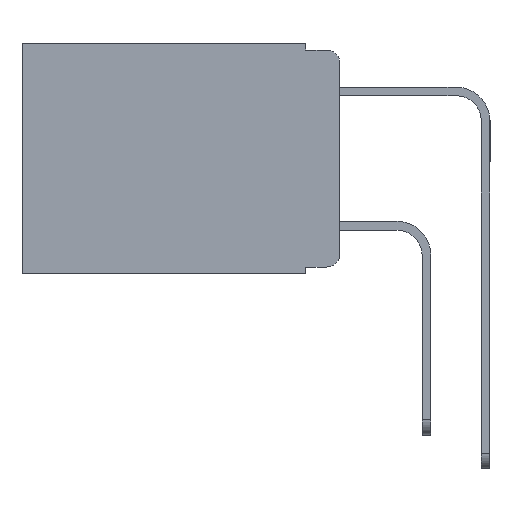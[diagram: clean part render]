
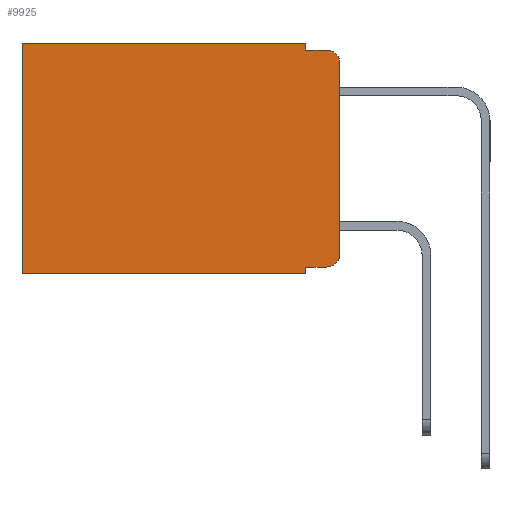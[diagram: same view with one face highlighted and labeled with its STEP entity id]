
A CAD part, left-side view. The second image highlights one B-rep face of the part: STEP entity #9925.
In plain terms, the highlighted planar face has unit normal (-1, 0, 0).
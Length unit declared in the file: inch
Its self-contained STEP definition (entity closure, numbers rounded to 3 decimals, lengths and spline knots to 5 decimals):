
#420 = FACE_OUTER_BOUND ( 'NONE', #11829, .T. ) ;
#740 = CIRCLE ( 'NONE', #1545, 0.02 ) ;
#812 = EDGE_CURVE ( 'NONE', #2317, #7354, #1724, .T. ) ;
#1514 = CARTESIAN_POINT ( 'NONE',  ( 0.298, 0., 0. ) ) ;
#1545 = AXIS2_PLACEMENT_3D ( 'NONE', #2732, #2554, #2527 ) ;
#1724 = CIRCLE ( 'NONE', #7789, 0.02 ) ;
#1779 = VERTEX_POINT ( 'NONE', #2924 ) ;
#1813 = VECTOR ( 'NONE', #8658, 39.37008 ) ;
#1983 = EDGE_CURVE ( 'NONE', #12560, #3199, #2505, .T. ) ;
#2087 = EDGE_CURVE ( 'NONE', #8632, #2317, #6341, .T. ) ;
#2168 = CARTESIAN_POINT ( 'NONE',  ( 0.298, 0., -0.03 ) ) ;
#2317 = VERTEX_POINT ( 'NONE', #7951 ) ;
#2337 = DIRECTION ( 'NONE',  ( -1., 0., 0. ) ) ;
#2505 = LINE ( 'NONE', #12096, #9725 ) ;
#2527 = DIRECTION ( 'NONE',  ( 0., 0., -1. ) ) ;
#2554 = DIRECTION ( 'NONE',  ( -1., 0., 0. ) ) ;
#2567 = DIRECTION ( 'NONE',  ( 0., 0., -1. ) ) ;
#2676 = EDGE_CURVE ( 'NONE', #7528, #11604, #740, .T. ) ;
#2732 = CARTESIAN_POINT ( 'NONE',  ( 0.298, 0.02, -0.03 ) ) ;
#2756 = CARTESIAN_POINT ( 'NONE',  ( 0.298, 0.473, -0.343 ) ) ;
#2800 = ORIENTED_EDGE ( 'NONE', *, *, #12805, .F. ) ;
#2887 = DIRECTION ( 'NONE',  ( 0., 1., 0. ) ) ;
#2891 = VERTEX_POINT ( 'NONE', #5510 ) ;
#2924 = CARTESIAN_POINT ( 'NONE',  ( 0.298, 0.051, -0.01 ) ) ;
#2990 = EDGE_CURVE ( 'NONE', #7528, #7354, #7527, .T. ) ;
#3046 = CARTESIAN_POINT ( 'NONE',  ( 0.298, 0.051, 0. ) ) ;
#3199 = VERTEX_POINT ( 'NONE', #2756 ) ;
#3205 = ORIENTED_EDGE ( 'NONE', *, *, #1983, .T. ) ;
#3507 = ORIENTED_EDGE ( 'NONE', *, *, #2087, .T. ) ;
#3679 = VECTOR ( 'NONE', #10920, 39.37008 ) ;
#3757 = EDGE_CURVE ( 'NONE', #1779, #11604, #10406, .T. ) ;
#4035 = CARTESIAN_POINT ( 'NONE',  ( 0.298, 0., 0. ) ) ;
#4164 = AXIS2_PLACEMENT_3D ( 'NONE', #1514, #8492, #2567 ) ;
#4396 = LINE ( 'NONE', #9399, #11409 ) ;
#4490 = ORIENTED_EDGE ( 'NONE', *, *, #812, .T. ) ;
#4600 = LINE ( 'NONE', #9754, #1813 ) ;
#4639 = DIRECTION ( 'NONE',  ( 0., 0., -1. ) ) ;
#5217 = CARTESIAN_POINT ( 'NONE',  ( 0.298, 0.02, -0.01 ) ) ;
#5318 = CARTESIAN_POINT ( 'NONE',  ( 0.298, 0.02, -0.313 ) ) ;
#5507 = VERTEX_POINT ( 'NONE', #12367 ) ;
#5510 = CARTESIAN_POINT ( 'NONE',  ( 0.298, 0.051, 0. ) ) ;
#5842 = ORIENTED_EDGE ( 'NONE', *, *, #8180, .F. ) ;
#6341 = LINE ( 'NONE', #11241, #3679 ) ;
#6459 = VECTOR ( 'NONE', #2887, 39.37008 ) ;
#6931 = DIRECTION ( 'NONE',  ( 0., 0., -1. ) ) ;
#7191 = LINE ( 'NONE', #3046, #9371 ) ;
#7354 = VERTEX_POINT ( 'NONE', #9444 ) ;
#7527 = LINE ( 'NONE', #4035, #9703 ) ;
#7528 = VERTEX_POINT ( 'NONE', #2168 ) ;
#7583 = PLANE ( 'NONE',  #4164 ) ;
#7789 = AXIS2_PLACEMENT_3D ( 'NONE', #5318, #2337, #12660 ) ;
#7941 = VECTOR ( 'NONE', #9519, 39.37008 ) ;
#7951 = CARTESIAN_POINT ( 'NONE',  ( 0.298, 0.02, -0.333 ) ) ;
#8010 = EDGE_CURVE ( 'NONE', #2891, #12560, #8937, .T. ) ;
#8180 = EDGE_CURVE ( 'NONE', #5507, #3199, #4600, .T. ) ;
#8385 = ORIENTED_EDGE ( 'NONE', *, *, #2990, .F. ) ;
#8492 = DIRECTION ( 'NONE',  ( 1., 0., 0. ) ) ;
#8550 = EDGE_CURVE ( 'NONE', #2891, #1779, #7191, .T. ) ;
#8632 = VERTEX_POINT ( 'NONE', #12800 ) ;
#8658 = DIRECTION ( 'NONE',  ( 0., 1., 0. ) ) ;
#8907 = ORIENTED_EDGE ( 'NONE', *, *, #8550, .F. ) ;
#8937 = LINE ( 'NONE', #9603, #6459 ) ;
#9241 = ORIENTED_EDGE ( 'NONE', *, *, #2676, .T. ) ;
#9371 = VECTOR ( 'NONE', #11722, 39.37008 ) ;
#9399 = CARTESIAN_POINT ( 'NONE',  ( 0.298, 0.051, 0. ) ) ;
#9444 = CARTESIAN_POINT ( 'NONE',  ( 0.298, 0., -0.313 ) ) ;
#9519 = DIRECTION ( 'NONE',  ( 0., -1., 0. ) ) ;
#9603 = CARTESIAN_POINT ( 'NONE',  ( 0.298, 0., 0. ) ) ;
#9703 = VECTOR ( 'NONE', #6931, 39.37008 ) ;
#9725 = VECTOR ( 'NONE', #10821, 39.37008 ) ;
#9754 = CARTESIAN_POINT ( 'NONE',  ( 0.298, 0., -0.343 ) ) ;
#9925 = ADVANCED_FACE ( 'NONE', ( #420 ), #7583, .F. ) ;
#10406 = LINE ( 'NONE', #10695, #7941 ) ;
#10695 = CARTESIAN_POINT ( 'NONE',  ( 0.298, 0.051, -0.01 ) ) ;
#10821 = DIRECTION ( 'NONE',  ( 0., 0., -1. ) ) ;
#10920 = DIRECTION ( 'NONE',  ( 0., -1., 0. ) ) ;
#11081 = ORIENTED_EDGE ( 'NONE', *, *, #8010, .T. ) ;
#11241 = CARTESIAN_POINT ( 'NONE',  ( 0.298, 0.051, -0.333 ) ) ;
#11409 = VECTOR ( 'NONE', #4639, 39.37008 ) ;
#11580 = ORIENTED_EDGE ( 'NONE', *, *, #3757, .F. ) ;
#11604 = VERTEX_POINT ( 'NONE', #5217 ) ;
#11722 = DIRECTION ( 'NONE',  ( 0., 0., -1. ) ) ;
#11829 = EDGE_LOOP ( 'NONE', ( #8385, #9241, #11580, #8907, #11081, #3205, #5842, #2800, #3507, #4490 ) ) ;
#11867 = CARTESIAN_POINT ( 'NONE',  ( 0.298, 0.473, 0. ) ) ;
#12096 = CARTESIAN_POINT ( 'NONE',  ( 0.298, 0.473, 0. ) ) ;
#12367 = CARTESIAN_POINT ( 'NONE',  ( 0.298, 0.051, -0.343 ) ) ;
#12560 = VERTEX_POINT ( 'NONE', #11867 ) ;
#12660 = DIRECTION ( 'NONE',  ( 0., 0., -1. ) ) ;
#12800 = CARTESIAN_POINT ( 'NONE',  ( 0.298, 0.051, -0.333 ) ) ;
#12805 = EDGE_CURVE ( 'NONE', #8632, #5507, #4396, .T. ) ;
